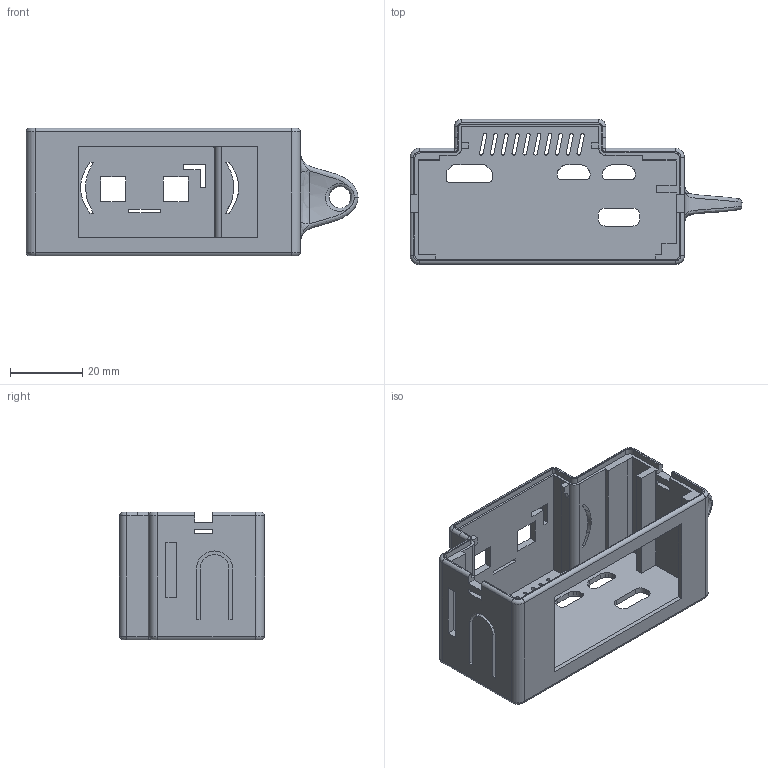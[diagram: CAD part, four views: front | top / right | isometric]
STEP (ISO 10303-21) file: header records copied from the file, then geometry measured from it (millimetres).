
FILE_DESCRIPTION(/* description */ (''),/* implementation_level */ '2;1');
FILE_NAME(/* name */ 'Witty-Waveshare-Case.step',/* time_stamp */ '2024-10-22T17:46:28-07:00',/* author */ (''),/* organization */ (''),/* preprocessor_version */ 'ST-DEVELOPER v20',/* originating_system */ 'Autodesk Translation Framework v13.14.0.145',/* authorisation */ '');
FILE_SCHEMA (('AUTOMOTIVE_DESIGN { 1 0 10303 214 3 1 1 }'));
Length unit declared in the file: millimetre
Products named in the file (1): pwnagotchi_-_case
Bounding box: 91.94 x 40.17 x 35.34 mm (x, y, z)
Volume: 17700.3 mm3; surface area: 19634.5 mm2
Topology: 2 solids, 2 shells, 319 faces, 904 edges, 583 vertices
Faces by surface type: plane 183, cylinder 90, bspline 38, torus 8
Full cylindrical faces by diameter (mm): 6 x1
Entity records: 13376 total; most frequent: CARTESIAN_POINT 5081, ORIENTED_EDGE 1802, DIRECTION 1585, EDGE_CURVE 901, LINE 627, VECTOR 627, VERTEX_POINT 583, AXIS2_PLACEMENT_3D 479
